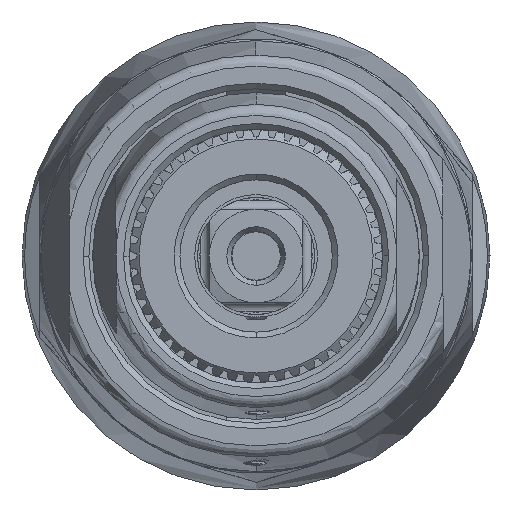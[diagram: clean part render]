
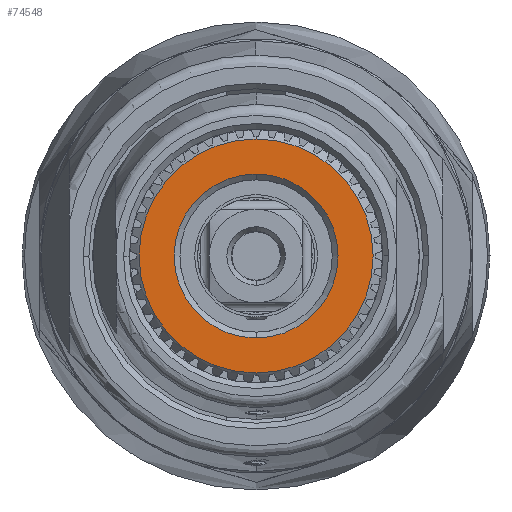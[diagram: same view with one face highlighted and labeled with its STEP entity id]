
A CAD part, left-side view. The second image highlights one B-rep face of the part: STEP entity #74548.
In plain terms, the highlighted planar face has unit normal (-1, 0, 0).
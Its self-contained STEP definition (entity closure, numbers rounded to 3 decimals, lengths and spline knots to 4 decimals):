
#65307=CARTESIAN_POINT('',(-7.6554,-0.0005,
0.));
#65308=DIRECTION('',(1.,0.,0.));
#65309=DIRECTION('',(0.,0.,-1.));
#65310=AXIS2_PLACEMENT_3D('',#65307,#65308,#65309);
#66806=CARTESIAN_POINT('',(-7.6554,-0.0005,
0.));
#66807=DIRECTION('',(-1.,0.,0.));
#66808=DIRECTION('',(0.,0.,-1.));
#66809=AXIS2_PLACEMENT_3D('',#66806,#66807,#66808);
#67875=CARTESIAN_POINT('',(-7.6554,-0.0005,
0.));
#67876=DIRECTION('',(-1.,0.,0.));
#67877=DIRECTION('',(0.,0.,1.));
#67878=AXIS2_PLACEMENT_3D('',#67875,#67876,#67877);
#67880=CARTESIAN_POINT('',(-7.6554,-0.0005,
0.));
#67881=DIRECTION('',(-1.,0.,0.));
#67882=DIRECTION('',(0.,0.,-1.));
#67883=AXIS2_PLACEMENT_3D('',#67880,#67881,#67882);
#67903=CARTESIAN_POINT('',(-7.6554,-0.0007,
-0.6245));
#67904=CARTESIAN_POINT('',(-7.6554,-0.0002,
0.6245));
#67905=VERTEX_POINT('',#67903);
#67906=VERTEX_POINT('',#67904);
#69477=CARTESIAN_POINT('',(-7.6554,-0.0003,
0.4374));
#69478=CARTESIAN_POINT('',(-7.6554,-0.0007,
-0.4374));
#69479=VERTEX_POINT('',#69477);
#69480=VERTEX_POINT('',#69478);
#74533=CARTESIAN_POINT('',(-7.6554,-0.0005,
0.));
#74534=DIRECTION('',(1.,0.,0.));
#74535=DIRECTION('',(0.,0.,1.));
#74536=AXIS2_PLACEMENT_3D('',#74533,#74534,#74535);
#74537=PLANE('',#74536);
#74538=ORIENTED_EDGE('',*,*,#73687,.F.);
#74539=ORIENTED_EDGE('',*,*,#72700,.T.);
#74540=EDGE_LOOP('',(#74538,#74539));
#74541=FACE_OUTER_BOUND('',#74540,.F.);
#74543=ORIENTED_EDGE('',*,*,#74542,.T.);
#74545=ORIENTED_EDGE('',*,*,#74544,.T.);
#74546=EDGE_LOOP('',(#74543,#74545));
#74547=FACE_BOUND('',#74546,.F.);
#74548=ADVANCED_FACE('',(#74541,#74547),#74537,.F.);
#65311=CIRCLE('',#65310,0.6245);
#66810=CIRCLE('',#66809,0.6245);
#67879=CIRCLE('',#67878,0.4374);
#67884=CIRCLE('',#67883,0.4374);
#72700=EDGE_CURVE('',#67905,#67906,#65311,.T.);
#73687=EDGE_CURVE('',#67905,#67906,#66810,.T.);
#74542=EDGE_CURVE('',#69479,#69480,#67879,.T.);
#74544=EDGE_CURVE('',#69480,#69479,#67884,.T.);
